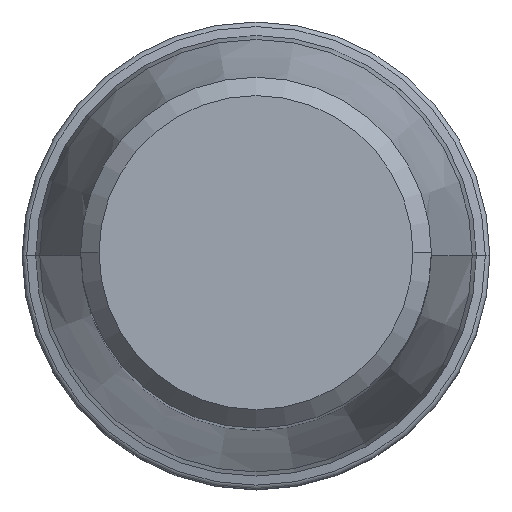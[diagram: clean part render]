
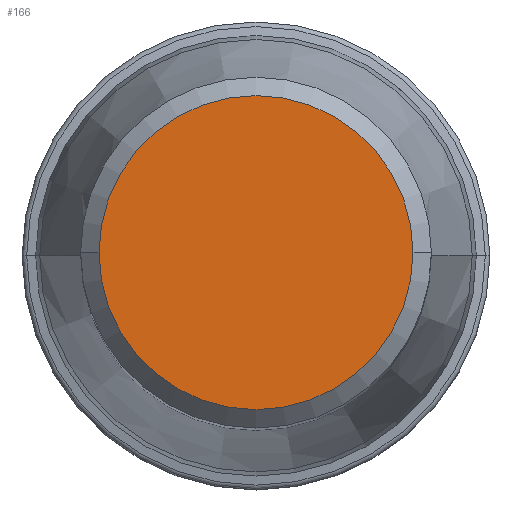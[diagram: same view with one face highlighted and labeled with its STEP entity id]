
A CAD part, top view. The second image highlights one B-rep face of the part: STEP entity #166.
In plain terms, the highlighted planar face has unit normal (0, 0, 1).
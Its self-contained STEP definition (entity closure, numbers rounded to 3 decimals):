
#45=PLANE('',#1349);
#166=ADVANCED_FACE('',(#236),#45,.F.);
#236=FACE_OUTER_BOUND('',#302,.T.);
#302=EDGE_LOOP('',(#593,#594));
#593=ORIENTED_EDGE('',*,*,#826,.T.);
#594=ORIENTED_EDGE('',*,*,#823,.T.);
#679=VERTEX_POINT('',#2230);
#680=VERTEX_POINT('',#2231);
#823=EDGE_CURVE('',#679,#680,#954,.T.);
#826=EDGE_CURVE('',#680,#679,#955,.T.);
#954=CIRCLE('',#1345,8.525);
#955=CIRCLE('',#1347,8.525);
#1345=AXIS2_PLACEMENT_3D('',#2229,#1768,#1769);
#1347=AXIS2_PLACEMENT_3D('',#2235,#1774,#1775);
#1349=AXIS2_PLACEMENT_3D('',#2237,#1778,#1779);
#1768=DIRECTION('',(0.,0.,1.));
#1769=DIRECTION('',(1.,0.,0.));
#1774=DIRECTION('',(0.,0.,1.));
#1775=DIRECTION('',(-1.,0.,0.));
#1778=DIRECTION('',(0.,0.,-1.));
#1779=DIRECTION('',(1.,0.,0.));
#2229=CARTESIAN_POINT('',(0.,0.,0.));
#2230=CARTESIAN_POINT('',(8.525,0.,0.));
#2231=CARTESIAN_POINT('',(-8.525,0.,0.));
#2235=CARTESIAN_POINT('',(0.,0.,0.));
#2237=CARTESIAN_POINT('',(0.,0.,0.));
